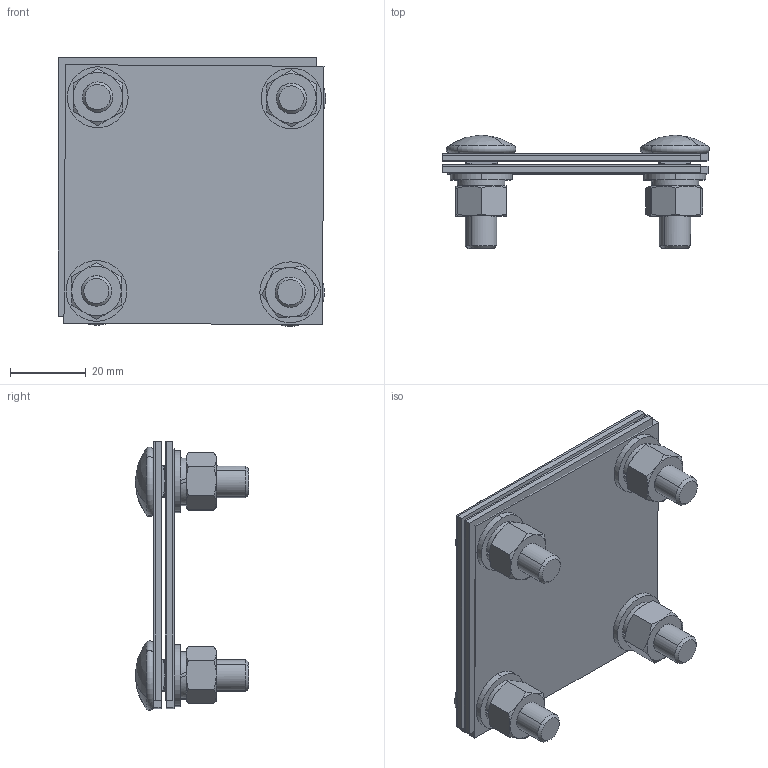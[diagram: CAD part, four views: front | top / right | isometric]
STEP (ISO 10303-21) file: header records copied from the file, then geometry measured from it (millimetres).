
FILE_DESCRIPTION (( 'STEP AP203' ), '1' );
FILE_NAME ('0113 Êðåñòîîáðàçíûé ñîåäèíèòåëü 4õÌ8õ25, äâå ïëàñòèíû.STEP', '2024-03-25T08:16:17', ( '' ), ( '' ), 'SwSTEP 2.0', 'SolidWorks 2022', '' );
FILE_SCHEMA (( 'CONFIG_CONTROL_DESIGN' ));
Length unit declared in the file: millimetre
Products named in the file (8): 0106.001-01 Пластина; hex nut gradec_iso_ISO - 4034 - M8 - N; ГОСТ 6402-70_Шайба 8Л ГОСТ 6402-70; square neck bolt 02_iso_ISO 8678-M8x25-19.5-N; plain washer grade a_din_Washer DIN 125 - A 8.4; 0106.001-02 Пластина; 0106.001 Пластина; 0113 Крестообразный соединитель 4хМ8х25, две пластины
Assembly tree (22 placements, depth 2):
  0113 Крестообразный соединитель 4хМ8х25, две пластины
    0106.001 Пластина  x2
    square neck bolt 02_iso_ISO 8678-M8x25-19.5-N  x4
    hex nut gradec_iso_ISO - 4034 - M8 - N  x4
    0106.001-01 Пластина  x2
    0106.001-02 Пластина  x2
    ГОСТ 6402-70_Шайба 8Л ГОСТ 6402-70  x4
    plain washer grade a_din_Washer DIN 125 - A 8.4  x4
Bounding box: 70.3 x 29.8 x 70.68 mm (x, y, z)
Volume: 60912 mm3; surface area: 66852.1 mm2
Topology: 22 solids, 22 shells, 444 faces, 1068 edges, 640 vertices
Faces by surface type: plane 212, cone 92, cylinder 72, bspline 32, torus 28, sphere 8
Entity records: 5831 total; most frequent: CARTESIAN_POINT 1194, ORIENTED_EDGE 698, DIRECTION 687, EDGE_CURVE 349, AXIS2_PLACEMENT_3D 233, LINE 221, VECTOR 221, VERTEX_POINT 220
